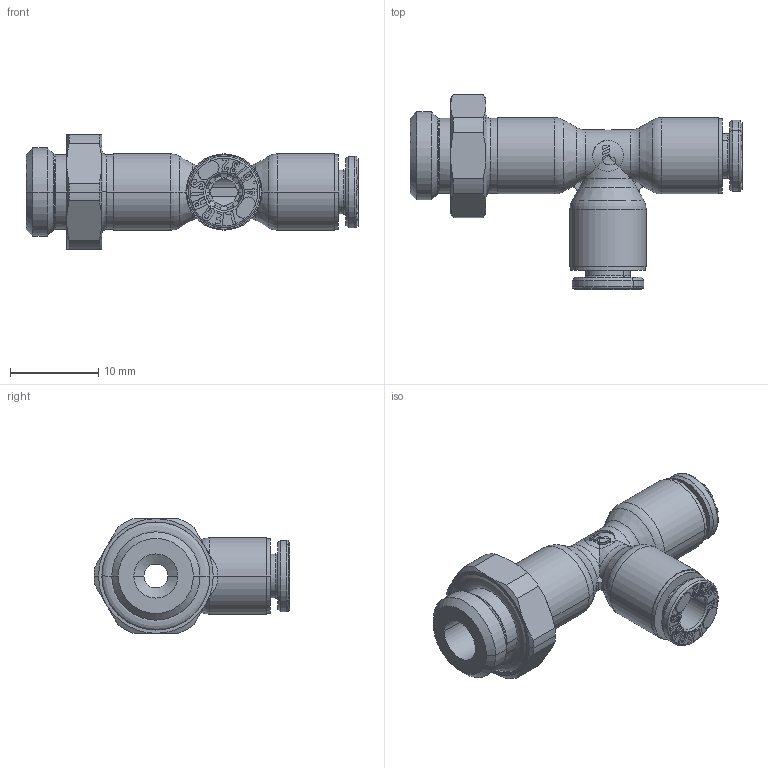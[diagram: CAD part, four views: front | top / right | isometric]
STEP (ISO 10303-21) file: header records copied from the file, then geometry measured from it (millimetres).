
FILE_DESCRIPTION(('STEP AP214'),'1');
FILE_NAME('6893_04_10.stp','2016-07-07T14:50:02',('TraceParts'),('TraceParts S.A.'),'Spatial InterOp 3D',' ',' ');
FILE_SCHEMA(('automotive_design'));
Length unit declared in the file: millimetre
Products named in the file (18): V893-04-10_ASM|Next assembly relationship#44104-64_ASM|Next assembly relationship#44104-26;44104-26; V893-04-10_ASM|Next assembly relationship#44104-64_ASM|Next assembly relationship#44104;44104; V893-04-10_ASM|Next assembly relationship#44104-64_ASM|Next assembly relationship#44104-27;44104-27; V893-04-10_ASM|Next assembly relationship#44104-64_ASM|Next assembly relationship#44124-20;44124-20; V893-04-10_ASM|Next assembly relationship#44524-04;44524-04; V893-04-10_ASM|Next assembly relationship#44104-11-10_ASS;44104-11-10_ASS; V893-04-10_ASM|Next assembly relationship#44210-13_AF0;44210-13_AF0; V893-04-10_ASM|Next assembly relationship#23954-24-ASM-8_5-12_25-0_9;23954-24-ASM-8_5-12_25-0_9
Bounding box: 37.64 x 22.19 x 13 mm (x, y, z)
Volume: 2143.9 mm3; surface area: 4572.2 mm2
Topology: 14 solids, 18 shells, 1533 faces, 3895 edges, 2423 vertices
Faces by surface type: plane 426, cylinder 309, torus 278, extrusion 198, cone 174, bspline 136, sphere 8, revolution 4
Entity records: 54152 total; most frequent: CARTESIAN_POINT 18292, ORIENTED_EDGE 7758, DIRECTION 6868, EDGE_CURVE 3887, AXIS2_PLACEMENT_3D 2569, VERTEX_POINT 2423, VECTOR 1726, EDGE_LOOP 1600
